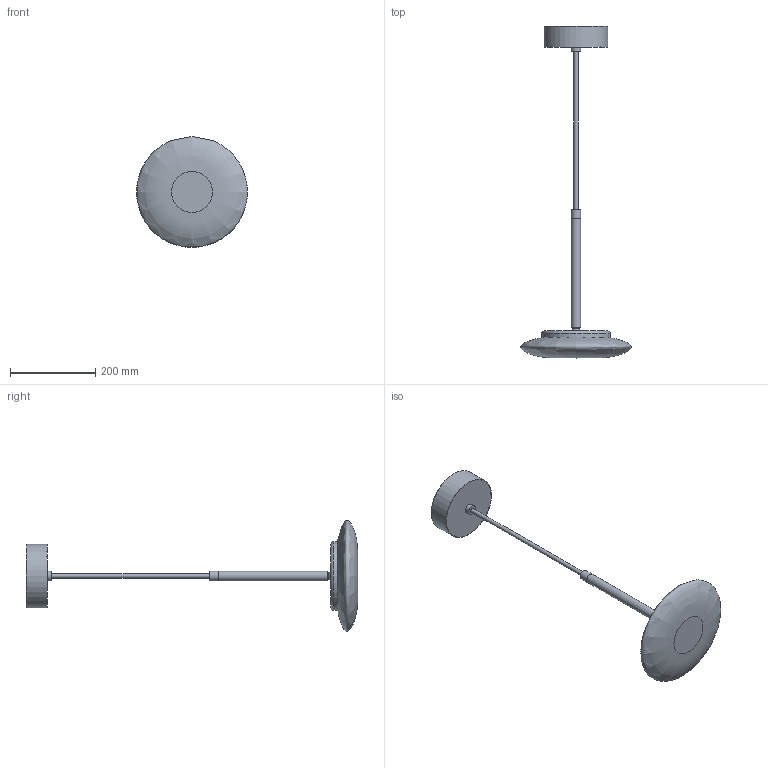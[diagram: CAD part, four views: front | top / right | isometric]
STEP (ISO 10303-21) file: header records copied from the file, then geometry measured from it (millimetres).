
FILE_DESCRIPTION(/* description */ (''),/* implementation_level */ '2;1');
FILE_NAME(/* name */ 'Lunaris P0649 v1.step',/* time_stamp */ '2025-08-13T14:14:32+02:00',/* author */ (''),/* organization */ (''),/* preprocessor_version */ 'ST-DEVELOPER v20.1',/* originating_system */ 'Autodesk Translation Framework v14.10.0.0',/* authorisation */ '');
FILE_SCHEMA (('AUTOMOTIVE_DESIGN { 1 0 10303 214 3 1 1 }'));
Length unit declared in the file: millimetre
Products named in the file (1): Lunaris P0649
Bounding box: 259.9 x 778.21 x 259.95 mm (x, y, z)
Volume: 2252297.5 mm3; surface area: 319709 mm2
Topology: 10 solids, 11 shells, 42 faces, 52 edges, 34 vertices
Faces by surface type: plane 24, cylinder 13, bspline 2, torus 2, cone 1
Full cylindrical faces by diameter (mm): 10 x1, 17.654 x1, 22.452 x3, 60.988 x1, 64.198 x1, 96.296 x2, 147 x1, 150 x1, 160.494 x2
Entity records: 1410 total; most frequent: CARTESIAN_POINT 675, DIRECTION 168, ORIENTED_EDGE 104, AXIS2_PLACEMENT_3D 77, EDGE_CURVE 52, EDGE_LOOP 44, FACE_OUTER_BOUND 42, ADVANCED_FACE 42
